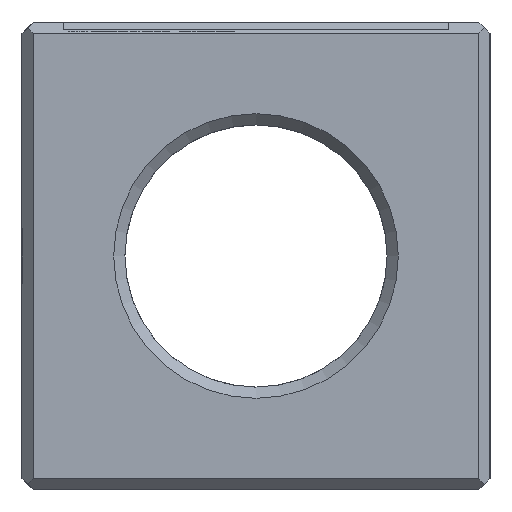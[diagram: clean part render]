
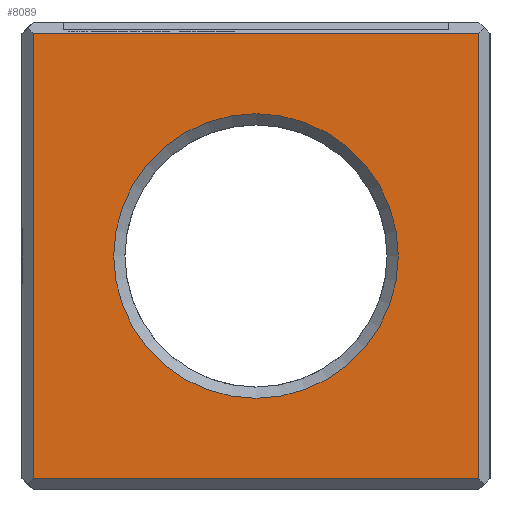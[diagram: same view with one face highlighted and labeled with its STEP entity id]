
A CAD part, left-side view. The second image highlights one B-rep face of the part: STEP entity #8089.
In plain terms, the highlighted planar face has unit normal (-1, 0, 0).
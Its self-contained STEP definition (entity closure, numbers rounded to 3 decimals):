
#72 = PLANE('',#73);
#73 = AXIS2_PLACEMENT_3D('',#74,#75,#76);
#74 = CARTESIAN_POINT('',(0.,0.,0.3));
#75 = DIRECTION('',(-0.707,0.,-0.707)
  );
#76 = DIRECTION('',(0.707,0.,-0.707));
#1762 = PLANE('',#1763);
#1763 = AXIS2_PLACEMENT_3D('',#1764,#1765,#1766);
#1764 = CARTESIAN_POINT('',(0.3,12.5,0.));
#1765 = DIRECTION('',(0.707,-0.707,0.));
#1766 = DIRECTION('',(-0.707,-0.707,0.));
#1993 = PLANE('',#1994);
#1994 = AXIS2_PLACEMENT_3D('',#1995,#1996,#1997);
#1995 = CARTESIAN_POINT('',(0.3,0.,0.));
#1996 = DIRECTION('',(-0.707,-0.707,0.));
#1997 = DIRECTION('',(-0.707,0.707,0.));
#2061 = VERTEX_POINT('',#2062);
#2062 = CARTESIAN_POINT('',(0.,0.3,0.3));
#2083 = EDGE_CURVE('',#2061,#2084,#2086,.T.);
#2084 = VERTEX_POINT('',#2085);
#2085 = CARTESIAN_POINT('',(0.,12.2,0.3));
#2086 = SURFACE_CURVE('',#2087,(#2091,#2098),.PCURVE_S1.);
#2087 = LINE('',#2088,#2089);
#2088 = CARTESIAN_POINT('',(0.,0.,0.3));
#2089 = VECTOR('',#2090,1.);
#2090 = DIRECTION('',(0.,1.,0.));
#2091 = PCURVE('',#72,#2092);
#2092 = DEFINITIONAL_REPRESENTATION('',(#2093),#2097);
#2093 = LINE('',#2094,#2095);
#2094 = CARTESIAN_POINT('',(0.,0.));
#2095 = VECTOR('',#2096,1.);
#2096 = DIRECTION('',(0.,-1.));
#2097 = ( GEOMETRIC_REPRESENTATION_CONTEXT(2) 
PARAMETRIC_REPRESENTATION_CONTEXT() REPRESENTATION_CONTEXT('2D SPACE',''
  ) );
#2098 = PCURVE('',#2099,#2104);
#2099 = PLANE('',#2100);
#2100 = AXIS2_PLACEMENT_3D('',#2101,#2102,#2103);
#2101 = CARTESIAN_POINT('',(0.,12.5,0.));
#2102 = DIRECTION('',(1.,0.,0.));
#2103 = DIRECTION('',(0.,-1.,0.));
#2104 = DEFINITIONAL_REPRESENTATION('',(#2105),#2109);
#2105 = LINE('',#2106,#2107);
#2106 = CARTESIAN_POINT('',(12.5,-0.3));
#2107 = VECTOR('',#2108,1.);
#2108 = DIRECTION('',(-1.,0.));
#2109 = ( GEOMETRIC_REPRESENTATION_CONTEXT(2) 
PARAMETRIC_REPRESENTATION_CONTEXT() REPRESENTATION_CONTEXT('2D SPACE',''
  ) );
#6186 = VERTEX_POINT('',#6187);
#6187 = CARTESIAN_POINT('',(0.,12.2,12.2));
#6201 = PLANE('',#6202);
#6202 = AXIS2_PLACEMENT_3D('',#6203,#6204,#6205);
#6203 = CARTESIAN_POINT('',(0.3,0.,12.5));
#6204 = DIRECTION('',(-0.707,0.,0.707
    ));
#6205 = DIRECTION('',(-0.707,0.,-0.707
    ));
#6213 = EDGE_CURVE('',#2084,#6186,#6214,.T.);
#6214 = SURFACE_CURVE('',#6215,(#6219,#6226),.PCURVE_S1.);
#6215 = LINE('',#6216,#6217);
#6216 = CARTESIAN_POINT('',(0.,12.2,0.));
#6217 = VECTOR('',#6218,1.);
#6218 = DIRECTION('',(0.,0.,1.));
#6219 = PCURVE('',#1762,#6220);
#6220 = DEFINITIONAL_REPRESENTATION('',(#6221),#6225);
#6221 = LINE('',#6222,#6223);
#6222 = CARTESIAN_POINT('',(0.424,-0.));
#6223 = VECTOR('',#6224,1.);
#6224 = DIRECTION('',(0.,-1.));
#6225 = ( GEOMETRIC_REPRESENTATION_CONTEXT(2) 
PARAMETRIC_REPRESENTATION_CONTEXT() REPRESENTATION_CONTEXT('2D SPACE',''
  ) );
#6226 = PCURVE('',#2099,#6227);
#6227 = DEFINITIONAL_REPRESENTATION('',(#6228),#6232);
#6228 = LINE('',#6229,#6230);
#6229 = CARTESIAN_POINT('',(0.3,0.));
#6230 = VECTOR('',#6231,1.);
#6231 = DIRECTION('',(0.,-1.));
#6232 = ( GEOMETRIC_REPRESENTATION_CONTEXT(2) 
PARAMETRIC_REPRESENTATION_CONTEXT() REPRESENTATION_CONTEXT('2D SPACE',''
  ) );
#8046 = VERTEX_POINT('',#8047);
#8047 = CARTESIAN_POINT('',(0.,0.3,12.2));
#8068 = EDGE_CURVE('',#2061,#8046,#8069,.T.);
#8069 = SURFACE_CURVE('',#8070,(#8074,#8081),.PCURVE_S1.);
#8070 = LINE('',#8071,#8072);
#8071 = CARTESIAN_POINT('',(0.,0.3,0.));
#8072 = VECTOR('',#8073,1.);
#8073 = DIRECTION('',(0.,0.,1.));
#8074 = PCURVE('',#1993,#8075);
#8075 = DEFINITIONAL_REPRESENTATION('',(#8076),#8080);
#8076 = LINE('',#8077,#8078);
#8077 = CARTESIAN_POINT('',(0.424,0.));
#8078 = VECTOR('',#8079,1.);
#8079 = DIRECTION('',(0.,-1.));
#8080 = ( GEOMETRIC_REPRESENTATION_CONTEXT(2) 
PARAMETRIC_REPRESENTATION_CONTEXT() REPRESENTATION_CONTEXT('2D SPACE',''
  ) );
#8081 = PCURVE('',#2099,#8082);
#8082 = DEFINITIONAL_REPRESENTATION('',(#8083),#8087);
#8083 = LINE('',#8084,#8085);
#8084 = CARTESIAN_POINT('',(12.2,0.));
#8085 = VECTOR('',#8086,1.);
#8086 = DIRECTION('',(0.,-1.));
#8087 = ( GEOMETRIC_REPRESENTATION_CONTEXT(2) 
PARAMETRIC_REPRESENTATION_CONTEXT() REPRESENTATION_CONTEXT('2D SPACE',''
  ) );
#8089 = ADVANCED_FACE('',(#8090,#8116),#2099,.F.);
#8090 = FACE_BOUND('',#8091,.F.);
#8091 = EDGE_LOOP('',(#8092,#8093,#8094,#8095));
#8092 = ORIENTED_EDGE('',*,*,#8068,.F.);
#8093 = ORIENTED_EDGE('',*,*,#2083,.T.);
#8094 = ORIENTED_EDGE('',*,*,#6213,.T.);
#8095 = ORIENTED_EDGE('',*,*,#8096,.F.);
#8096 = EDGE_CURVE('',#8046,#6186,#8097,.T.);
#8097 = SURFACE_CURVE('',#8098,(#8102,#8109),.PCURVE_S1.);
#8098 = LINE('',#8099,#8100);
#8099 = CARTESIAN_POINT('',(0.,0.,12.2));
#8100 = VECTOR('',#8101,1.);
#8101 = DIRECTION('',(0.,1.,0.));
#8102 = PCURVE('',#2099,#8103);
#8103 = DEFINITIONAL_REPRESENTATION('',(#8104),#8108);
#8104 = LINE('',#8105,#8106);
#8105 = CARTESIAN_POINT('',(12.5,-12.2));
#8106 = VECTOR('',#8107,1.);
#8107 = DIRECTION('',(-1.,0.));
#8108 = ( GEOMETRIC_REPRESENTATION_CONTEXT(2) 
PARAMETRIC_REPRESENTATION_CONTEXT() REPRESENTATION_CONTEXT('2D SPACE',''
  ) );
#8109 = PCURVE('',#6201,#8110);
#8110 = DEFINITIONAL_REPRESENTATION('',(#8111),#8115);
#8111 = LINE('',#8112,#8113);
#8112 = CARTESIAN_POINT('',(0.424,0.));
#8113 = VECTOR('',#8114,1.);
#8114 = DIRECTION('',(0.,-1.));
#8115 = ( GEOMETRIC_REPRESENTATION_CONTEXT(2) 
PARAMETRIC_REPRESENTATION_CONTEXT() REPRESENTATION_CONTEXT('2D SPACE',''
  ) );
#8116 = FACE_BOUND('',#8117,.F.);
#8117 = EDGE_LOOP('',(#8118));
#8118 = ORIENTED_EDGE('',*,*,#8119,.T.);
#8119 = EDGE_CURVE('',#8120,#8120,#8122,.T.);
#8120 = VERTEX_POINT('',#8121);
#8121 = CARTESIAN_POINT('',(0.,2.45,6.25));
#8122 = SURFACE_CURVE('',#8123,(#8128,#8139),.PCURVE_S1.);
#8123 = CIRCLE('',#8124,3.8);
#8124 = AXIS2_PLACEMENT_3D('',#8125,#8126,#8127);
#8125 = CARTESIAN_POINT('',(0.,6.25,6.25));
#8126 = DIRECTION('',(-1.,0.,0.));
#8127 = DIRECTION('',(0.,-1.,0.));
#8128 = PCURVE('',#2099,#8129);
#8129 = DEFINITIONAL_REPRESENTATION('',(#8130),#8138);
#8130 = ( BOUNDED_CURVE() B_SPLINE_CURVE(2,(#8131,#8132,#8133,#8134,
#8135,#8136,#8137),.UNSPECIFIED.,.T.,.F.) B_SPLINE_CURVE_WITH_KNOTS((1,2
    ,2,2,2,1),(-2.094,0.,2.094,4.189,
6.283,8.378),.UNSPECIFIED.) CURVE() 
GEOMETRIC_REPRESENTATION_ITEM() RATIONAL_B_SPLINE_CURVE((1.,0.5,1.,0.5,
1.,0.5,1.)) REPRESENTATION_ITEM('') );
#8131 = CARTESIAN_POINT('',(10.05,-6.25));
#8132 = CARTESIAN_POINT('',(10.05,-12.832));
#8133 = CARTESIAN_POINT('',(4.35,-9.541));
#8134 = CARTESIAN_POINT('',(-1.35,-6.25));
#8135 = CARTESIAN_POINT('',(4.35,-2.959));
#8136 = CARTESIAN_POINT('',(10.05,0.332));
#8137 = CARTESIAN_POINT('',(10.05,-6.25));
#8138 = ( GEOMETRIC_REPRESENTATION_CONTEXT(2) 
PARAMETRIC_REPRESENTATION_CONTEXT() REPRESENTATION_CONTEXT('2D SPACE',''
  ) );
#8139 = PCURVE('',#8140,#8145);
#8140 = CONICAL_SURFACE('',#8141,3.5,0.785);
#8141 = AXIS2_PLACEMENT_3D('',#8142,#8143,#8144);
#8142 = CARTESIAN_POINT('',(0.3,6.25,6.25));
#8143 = DIRECTION('',(-1.,-0.,-0.));
#8144 = DIRECTION('',(0.,-1.,0.));
#8145 = DEFINITIONAL_REPRESENTATION('',(#8146),#8150);
#8146 = LINE('',#8147,#8148);
#8147 = CARTESIAN_POINT('',(-0.,0.3));
#8148 = VECTOR('',#8149,1.);
#8149 = DIRECTION('',(1.,-0.));
#8150 = ( GEOMETRIC_REPRESENTATION_CONTEXT(2) 
PARAMETRIC_REPRESENTATION_CONTEXT() REPRESENTATION_CONTEXT('2D SPACE',''
  ) );
